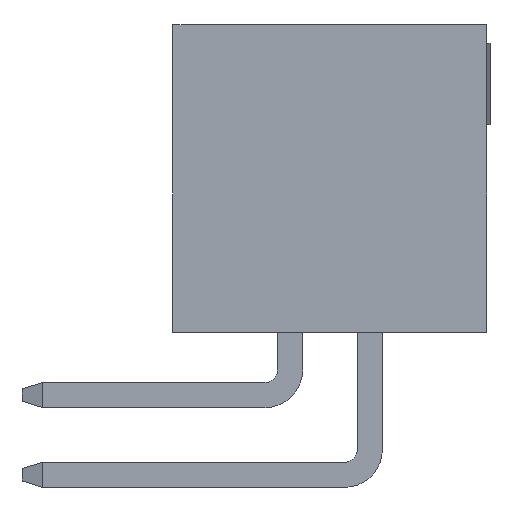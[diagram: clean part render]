
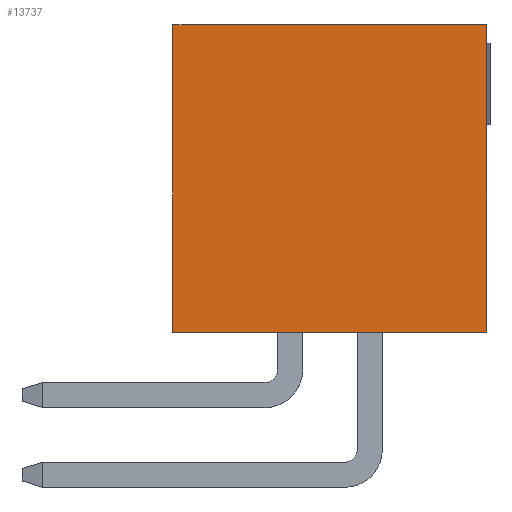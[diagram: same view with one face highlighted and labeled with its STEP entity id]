
A CAD part, left-side view. The second image highlights one B-rep face of the part: STEP entity #13737.
In plain terms, the highlighted planar face has unit normal (-1, 0, 0).
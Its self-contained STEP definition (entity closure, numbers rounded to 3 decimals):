
#2035=ORIENTED_EDGE('',*,*,#3999,.F.);
#2036=ORIENTED_EDGE('',*,*,#3972,.F.);
#2037=ORIENTED_EDGE('',*,*,#3201,.T.);
#2038=ORIENTED_EDGE('',*,*,#4248,.T.);
#3201=EDGE_CURVE('',#4698,#4697,#5661,.T.);
#3972=EDGE_CURVE('',#4698,#5238,#6432,.T.);
#3999=EDGE_CURVE('',#5238,#5245,#6459,.T.);
#4248=EDGE_CURVE('',#4697,#5245,#6708,.T.);
#4697=VERTEX_POINT('',#17128);
#4698=VERTEX_POINT('',#17130);
#5238=VERTEX_POINT('',#18651);
#5245=VERTEX_POINT('',#18686);
#5661=LINE('',#17129,#7149);
#6432=LINE('',#18650,#7920);
#6459=LINE('',#18685,#7947);
#6708=LINE('',#19181,#8196);
#7149=VECTOR('',#14535,1000.);
#7920=VECTOR('',#15726,1000.);
#7947=VECTOR('',#15755,1000.);
#8196=VECTOR('',#16134,1000.);
#8946=EDGE_LOOP('',(#2035,#2036,#2037,#2038));
#9486=FACE_BOUND('',#8946,.T.);
#9985=PLANE('',#14251);
#13737=ADVANCED_FACE('',(#9486),#9985,.T.);
#14251=AXIS2_PLACEMENT_3D('',#19182,#16135,#16136);
#14535=DIRECTION('',(0.,0.,1.));
#15726=DIRECTION('',(0.,1.,0.));
#15755=DIRECTION('',(0.,0.,1.));
#16134=DIRECTION('',(0.,1.,0.));
#16135=DIRECTION('',(-1.,0.,0.));
#16136=DIRECTION('',(0.,0.,1.));
#17128=CARTESIAN_POINT('',(-15.875,-2.5,2.45));
#17129=CARTESIAN_POINT('',(-15.875,-2.5,-2.45));
#17130=CARTESIAN_POINT('',(-15.875,-2.5,-2.45));
#18650=CARTESIAN_POINT('',(-15.875,-2.5,-2.45));
#18651=CARTESIAN_POINT('',(-15.875,2.5,-2.45));
#18685=CARTESIAN_POINT('',(-15.875,2.5,-2.45));
#18686=CARTESIAN_POINT('',(-15.875,2.5,2.45));
#19181=CARTESIAN_POINT('',(-15.875,-2.5,2.45));
#19182=CARTESIAN_POINT('',(-15.875,-2.5,-2.45));
